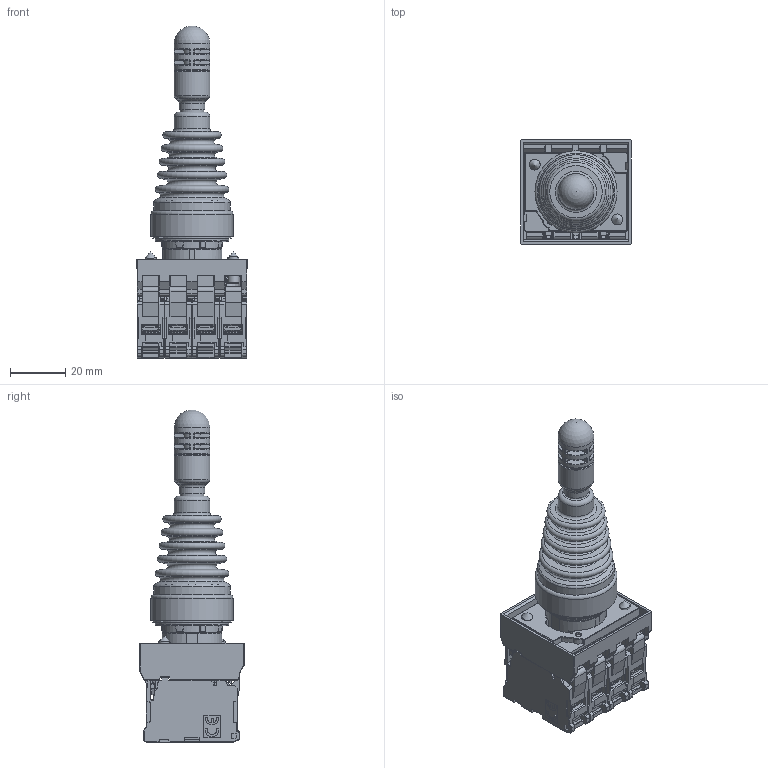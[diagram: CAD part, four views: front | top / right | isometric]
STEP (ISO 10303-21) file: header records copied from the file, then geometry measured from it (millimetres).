
FILE_DESCRIPTION(/* description */ (''),/* implementation_level */ '2;1');
FILE_NAME(/* name */ 'FILE_STP_CAD_DRAWING_LPSJ400_CATALOG_prt.stp',/* time_stamp */ '2020-10-16T13:30:58+02:00',/* author */ (''),/* organization */ (''),/* preprocessor_version */ 'ST-DEVELOPER v16.7',/* originating_system */ 'SIEMENS PLM Software NX 12.0',/* authorisation */ '');
FILE_SCHEMA (('AUTOMOTIVE_DESIGN { 1 0 10303 214 3 1 1 1 }'));
Products named in the file (1): LPSJ400_CATALOG
Bounding box: 40 x 38 x 120.55 mm (x, y, z)
Surface area: 33513.9 mm2 (no closed solid volume)
Topology: 0 solids, 67 shells, 2447 faces, 10334 edges, 7715 vertices
Faces by surface type: plane 1539, cylinder 497, cone 150, torus 116, bspline 108, sphere 37
Full cylindrical faces by diameter (mm): 4 x2, 8.6 x1, 9.3 x1, 12.4 x1, 13 x3, 20.5 x1, 25.7 x1, 26.4 x1, 28 x1, 29.8 x1
Entity records: 110646 total; most frequent: CARTESIAN_POINT 28086, DIRECTION 16303, ORIENTED_EDGE 15614, EDGE_CURVE 10215, VERTEX_POINT 7685, LINE 7315, VECTOR 7315, AXIS2_PLACEMENT_3D 4494
